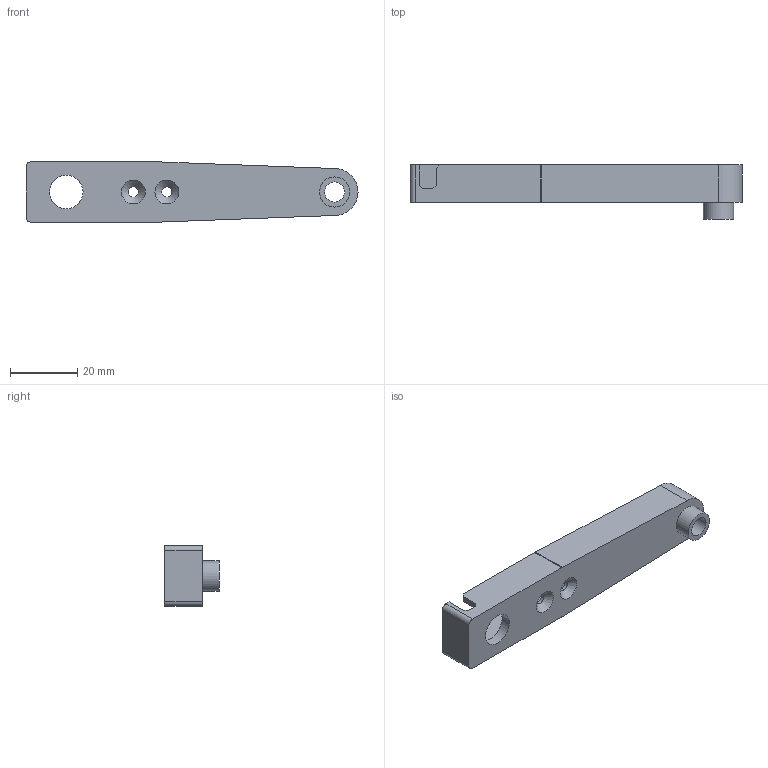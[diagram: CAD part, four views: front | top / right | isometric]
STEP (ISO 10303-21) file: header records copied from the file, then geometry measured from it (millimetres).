
FILE_DESCRIPTION(/* description */ (''),/* implementation_level */ '2;1');
FILE_NAME(/* name */ 'ServoArm.step',/* time_stamp */ '2024-11-03T11:12:12+01:00',/* author */ (''),/* organization */ (''),/* preprocessor_version */ 'ST-DEVELOPER v20',/* originating_system */ 'Autodesk Translation Framework v13.20.0.188',/* authorisation */ '');
FILE_SCHEMA (('AUTOMOTIVE_DESIGN { 1 0 10303 214 3 1 1 }'));
Length unit declared in the file: millimetre
Products named in the file (1): Arm
Bounding box: 99 x 16.2 x 18 mm (x, y, z)
Volume: 13030.6 mm3; surface area: 7018.8 mm2
Topology: 1 solids, 1 shells, 39 faces, 103 edges, 68 vertices
Faces by surface type: plane 26, cylinder 11, cone 2
Full cylindrical faces by diameter (mm): 3.1 x2, 6 x1, 9 x1, 10 x1
Entity records: 1254 total; most frequent: CARTESIAN_POINT 211, DIRECTION 207, ORIENTED_EDGE 206, EDGE_CURVE 103, LINE 79, VECTOR 79, VERTEX_POINT 68, AXIS2_PLACEMENT_3D 64
